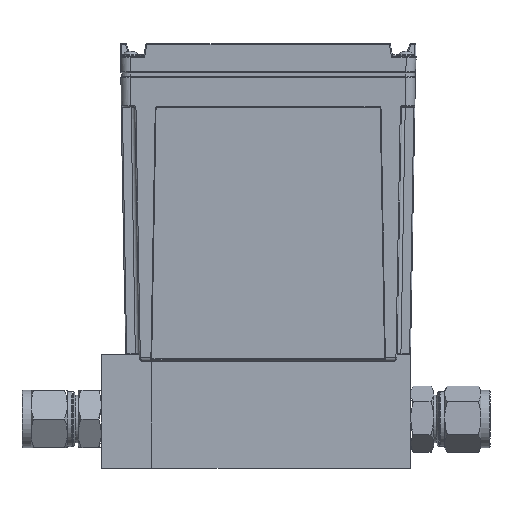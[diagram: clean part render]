
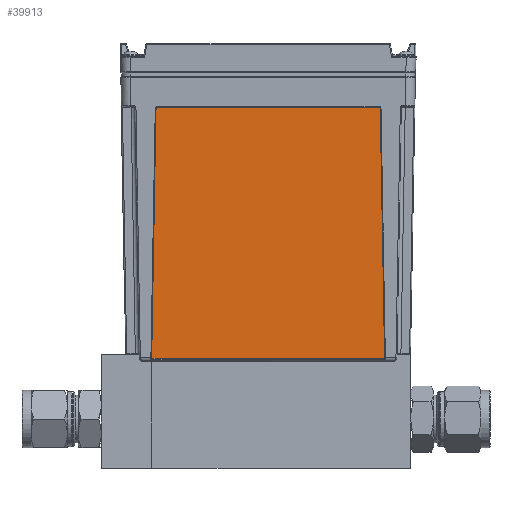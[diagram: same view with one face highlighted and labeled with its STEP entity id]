
A CAD part, top view. The second image highlights one B-rep face of the part: STEP entity #39913.
In plain terms, the highlighted planar face has unit normal (0, -0.018, 1).
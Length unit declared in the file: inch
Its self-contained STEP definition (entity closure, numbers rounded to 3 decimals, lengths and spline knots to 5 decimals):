
#391 = EDGE_LOOP ( 'NONE', ( #37368, #37273, #37420, #37318, #37321, #37182, #37274, #37304 ) ) ;
#3377 = VECTOR ( 'NONE', #11405, 39.37008 ) ;
#3657 = AXIS2_PLACEMENT_3D ( 'NONE', #11268, #11269, #11270 ) ;
#3958 = CIRCLE ( 'NONE', #3657, 0.02 ) ;
#5092 = FACE_OUTER_BOUND ( 'NONE', #391, .T. ) ;
#5994 = VECTOR ( 'NONE', #7613, 39.37008 ) ;
#7097 = DIRECTION ( 'NONE',  ( 1., 0., 0. ) ) ;
#7107 = DIRECTION ( 'NONE',  ( 0., -0.017, 1. ) ) ;
#7110 = CARTESIAN_POINT ( 'NONE',  ( -0.9865, 4.63895, 1.02987 ) ) ;
#7382 = PLANE ( 'NONE',  #14015 ) ;
#7610 = LINE ( 'NONE', #7611, #5994 ) ;
#7611 = CARTESIAN_POINT ( 'NONE',  ( -2.6965, 4.63895, 1.02987 ) ) ;
#7613 = DIRECTION ( 'NONE',  ( -0.017, -1., -0.017 ) ) ;
#7874 = LINE ( 'NONE', #7875, #7918 ) ;
#7875 = CARTESIAN_POINT ( 'NONE',  ( -2.7635, 0.80953, 0.96303 ) ) ;
#7876 = DIRECTION ( 'NONE',  ( 1., 0., 0. ) ) ;
#7918 = VECTOR ( 'NONE', #7876, 39.37008 ) ;
#9947 = CARTESIAN_POINT ( 'NONE',  ( 0.79014, 0.82988, 0.96339 ) ) ;
#10355 = CARTESIAN_POINT ( 'NONE',  ( -2.74315, 0.80953, 0.96303 ) ) ;
#10824 = CARTESIAN_POINT ( 'NONE',  ( -2.67685, 4.63895, 1.02987 ) ) ;
#11268 = CARTESIAN_POINT ( 'NONE',  ( -2.67685, 4.61895, 1.02953 ) ) ;
#11269 = DIRECTION ( 'NONE',  ( 0., -0.017, 1. ) ) ;
#11270 = DIRECTION ( 'NONE',  ( 1., 0., 0. ) ) ;
#11332 = CARTESIAN_POINT ( 'NONE',  ( 0.77015, 0.82953, 0.96338 ) ) ;
#11333 = DIRECTION ( 'NONE',  ( 0., -0.017, 1. ) ) ;
#11334 = DIRECTION ( 'NONE',  ( 1., 0., 0. ) ) ;
#11403 = LINE ( 'NONE', #11404, #3377 ) ;
#11404 = CARTESIAN_POINT ( 'NONE',  ( 0.7905, 0.80953, 0.96303 ) ) ;
#11405 = DIRECTION ( 'NONE',  ( -0.017, 1., 0.017 ) ) ;
#11773 = CARTESIAN_POINT ( 'NONE',  ( -2.74315, 0.82953, 0.96338 ) ) ;
#11774 = DIRECTION ( 'NONE',  ( 0., -0.017, 1. ) ) ;
#11775 = DIRECTION ( 'NONE',  ( 1., 0., 0. ) ) ;
#11776 = CARTESIAN_POINT ( 'NONE',  ( 0.70385, 4.61895, 1.02953 ) ) ;
#11777 = DIRECTION ( 'NONE',  ( 0., -0.017, 1. ) ) ;
#11778 = DIRECTION ( 'NONE',  ( 1., 0., 0. ) ) ;
#11842 = LINE ( 'NONE', #11843, #21791 ) ;
#11843 = CARTESIAN_POINT ( 'NONE',  ( 0.7235, 4.63895, 1.02987 ) ) ;
#11844 = DIRECTION ( 'NONE',  ( -1., 0., 0. ) ) ;
#14015 = AXIS2_PLACEMENT_3D ( 'NONE', #7110, #7107, #7097 ) ;
#17533 = CARTESIAN_POINT ( 'NONE',  ( 0.77015, 0.80953, 0.96303 ) ) ;
#17547 = CARTESIAN_POINT ( 'NONE',  ( -2.76314, 0.82988, 0.96339 ) ) ;
#17596 = AXIS2_PLACEMENT_3D ( 'NONE', #11332, #11333, #11334 ) ;
#17627 = CIRCLE ( 'NONE', #18411, 0.02 ) ;
#17631 = CARTESIAN_POINT ( 'NONE',  ( -2.69684, 4.6193, 1.02953 ) ) ;
#17632 = CARTESIAN_POINT ( 'NONE',  ( 0.72384, 4.6193, 1.02953 ) ) ;
#17634 = CARTESIAN_POINT ( 'NONE',  ( 0.70385, 4.63895, 1.02987 ) ) ;
#17822 = CIRCLE ( 'NONE', #17596, 0.02 ) ;
#18136 = AXIS2_PLACEMENT_3D ( 'NONE', #11776, #11777, #11778 ) ;
#18311 = CIRCLE ( 'NONE', #18136, 0.02 ) ;
#18411 = AXIS2_PLACEMENT_3D ( 'NONE', #11773, #11774, #11775 ) ;
#21143 = EDGE_CURVE ( 'NONE', #27521, #27666, #3958, .T. ) ;
#21158 = EDGE_CURVE ( 'NONE', #27391, #27507, #17822, .T. ) ;
#21177 = EDGE_CURVE ( 'NONE', #27507, #27667, #11403, .T. ) ;
#21258 = EDGE_CURVE ( 'NONE', #27414, #27481, #17627, .T. ) ;
#21259 = EDGE_CURVE ( 'NONE', #27667, #27668, #18311, .T. ) ;
#21271 = EDGE_CURVE ( 'NONE', #27668, #27521, #11842, .T. ) ;
#21639 = EDGE_CURVE ( 'NONE', #27666, #27414, #7610, .T. ) ;
#21783 = EDGE_CURVE ( 'NONE', #27481, #27391, #7874, .T. ) ;
#21791 = VECTOR ( 'NONE', #11844, 39.37008 ) ;
#27391 = VERTEX_POINT ( 'NONE', #17533 ) ;
#27414 = VERTEX_POINT ( 'NONE', #17547 ) ;
#27481 = VERTEX_POINT ( 'NONE', #10355 ) ;
#27507 = VERTEX_POINT ( 'NONE', #9947 ) ;
#27521 = VERTEX_POINT ( 'NONE', #10824 ) ;
#27666 = VERTEX_POINT ( 'NONE', #17631 ) ;
#27667 = VERTEX_POINT ( 'NONE', #17632 ) ;
#27668 = VERTEX_POINT ( 'NONE', #17634 ) ;
#37182 = ORIENTED_EDGE ( 'NONE', *, *, #21143, .T. ) ;
#37273 = ORIENTED_EDGE ( 'NONE', *, *, #21158, .T. ) ;
#37274 = ORIENTED_EDGE ( 'NONE', *, *, #21639, .T. ) ;
#37304 = ORIENTED_EDGE ( 'NONE', *, *, #21258, .T. ) ;
#37318 = ORIENTED_EDGE ( 'NONE', *, *, #21259, .T. ) ;
#37321 = ORIENTED_EDGE ( 'NONE', *, *, #21271, .T. ) ;
#37368 = ORIENTED_EDGE ( 'NONE', *, *, #21783, .T. ) ;
#37420 = ORIENTED_EDGE ( 'NONE', *, *, #21177, .T. ) ;
#39913 = ADVANCED_FACE ( 'NONE', ( #5092 ), #7382, .T. ) ;
